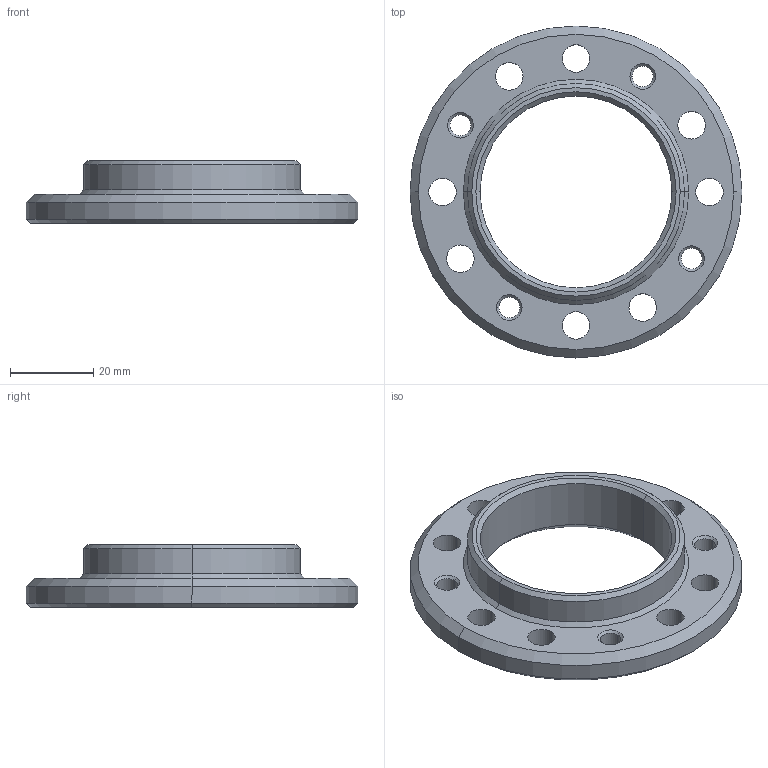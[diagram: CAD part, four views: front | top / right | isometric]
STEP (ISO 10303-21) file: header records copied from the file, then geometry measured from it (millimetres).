
FILE_DESCRIPTION (( 'STEP AP214' ), '1' );
FILE_NAME ('1C344 Schutzrohrflansch.STEP', '2009-12-03T14:45:16', ( 'ab' ), ( '' ), 'SwSTEP 2.0', 'SolidWorks 2009', '' );
FILE_SCHEMA (( 'AUTOMOTIVE_DESIGN' ));
Length unit declared in the file: millimetre
Products named in the file (1): 1C344 Schutzrohrflansch
Bounding box: 79.6 x 79.6 x 15 mm (x, y, z)
Volume: 23423.7 mm3; surface area: 11826.9 mm2
Topology: 1 solids, 1 shells, 61 faces, 146 edges, 88 vertices
Faces by surface type: cylinder 30, cone 28, plane 3
Entity records: 1980 total; most frequent: DIRECTION 358, CARTESIAN_POINT 296, ORIENTED_EDGE 292, AXIS2_PLACEMENT_3D 150, EDGE_CURVE 146, CIRCLE 88, EDGE_LOOP 88, VERTEX_POINT 88
